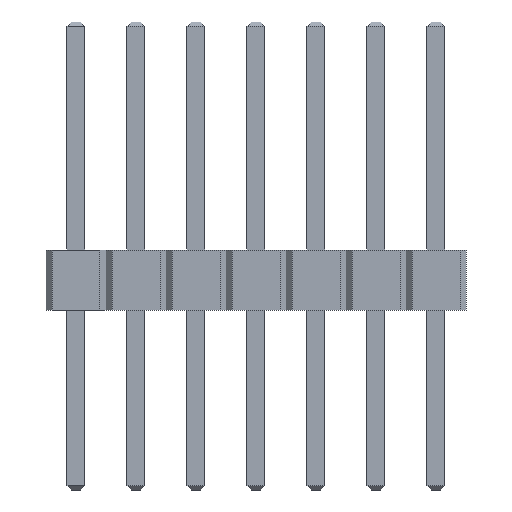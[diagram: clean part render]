
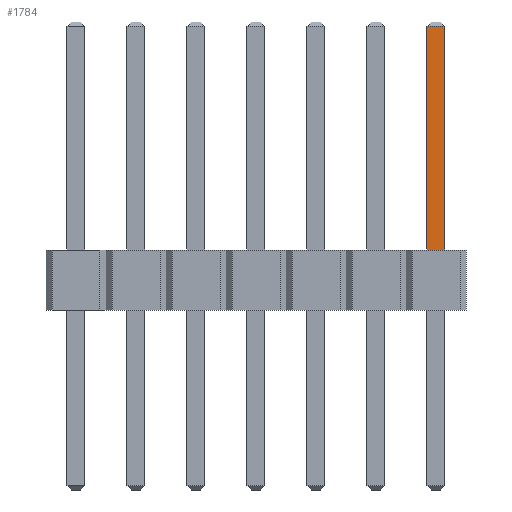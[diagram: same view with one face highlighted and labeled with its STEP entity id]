
A CAD part, left-side view. The second image highlights one B-rep face of the part: STEP entity #1784.
In plain terms, the highlighted planar face has unit normal (-1, 0, 0).
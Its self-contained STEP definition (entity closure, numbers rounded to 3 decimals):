
#13=DIRECTION('',(0.,0.,1.));
#27=VECTOR('',#13,1.);
#89=DIRECTION('',(1.,0.,0.));
#209=VECTOR('',#210,1.);
#210=DIRECTION('',(0.,1.,0.));
#738=VERTEX_POINT('',#739);
#739=CARTESIAN_POINT('',(-0.15,-6.15,1.));
#742=ORIENTED_EDGE('',*,*,#743,.T.);
#743=EDGE_CURVE('',#738,#744,#746,.T.);
#744=VERTEX_POINT('',#745);
#745=CARTESIAN_POINT('',(-0.15,-5.85,1.));
#746=LINE('',#747,#209);
#747=CARTESIAN_POINT('',(-0.15,-4.575,1.));
#1384=LINE('',#1385,#27);
#1385=CARTESIAN_POINT('',(-0.15,-5.85,-3.));
#1395=LINE('',#1396,#27);
#1396=CARTESIAN_POINT('',(-0.15,-6.15,-3.));
#1401=PLANE('',#1402);
#1402=AXIS2_PLACEMENT_3D('',#1396,#89,#13);
#1777=ORIENTED_EDGE('',*,*,#1778,.T.);
#1778=EDGE_CURVE('',#744,#1779,#1384,.T.);
#1779=VERTEX_POINT('',#1780);
#1780=CARTESIAN_POINT('',(-0.15,-5.85,4.725));
#1784=ADVANCED_FACE('',(#1785),#1401,.F.);
#1785=FACE_BOUND('',#1786,.F.);
#1786=EDGE_LOOP('',(#1787,#742,#1777,#1791));
#1787=ORIENTED_EDGE('',*,*,#1788,.F.);
#1788=EDGE_CURVE('',#738,#1789,#1395,.T.);
#1789=VERTEX_POINT('',#1790);
#1790=CARTESIAN_POINT('',(-0.15,-6.15,4.725));
#1791=ORIENTED_EDGE('',*,*,#1792,.F.);
#1792=EDGE_CURVE('',#1789,#1779,#1793,.T.);
#1793=LINE('',#1790,#209);
